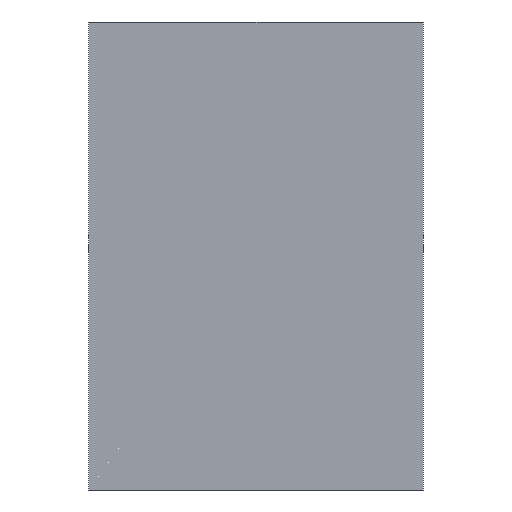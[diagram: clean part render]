
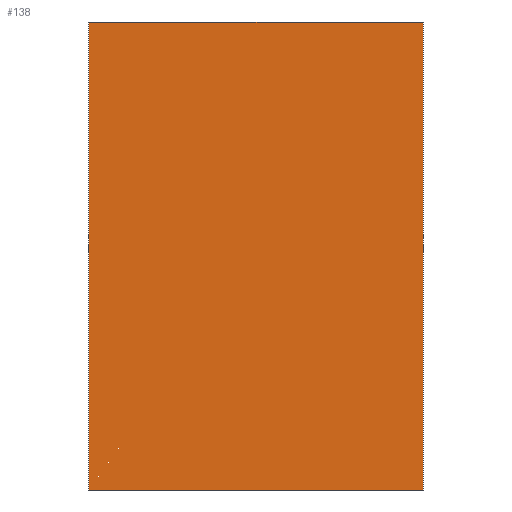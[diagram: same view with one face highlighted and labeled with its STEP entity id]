
A CAD part, front view. The second image highlights one B-rep face of the part: STEP entity #138.
In plain terms, the highlighted planar face has unit normal (0, -1, 0).
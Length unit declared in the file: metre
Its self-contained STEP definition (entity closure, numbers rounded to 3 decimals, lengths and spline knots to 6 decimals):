
#4 = CARTESIAN_POINT('NONE', (-0.0125, 0, 0.0175));
#5 = VERTEX_POINT('NONE', #4);
#6 = CARTESIAN_POINT('NONE', (0.0125, 0, 0.0175));
#7 = VERTEX_POINT('NONE', #6);
#12 = CARTESIAN_POINT('NONE', (0.0125, 0, -0.0175));
#13 = VERTEX_POINT('NONE', #12);
#16 = CARTESIAN_POINT('NONE', (-0.0125, 0, -0.0175));
#17 = VERTEX_POINT('NONE', #16);
#20 = DIRECTION('NONE', (1, 0, 0));
#21 = VECTOR('NONE', #20, 1);
#22 = CARTESIAN_POINT('NONE', (-0.0125, 0, 0.0175));
#23 = LINE('NONE', #22, #21);
#36 = DIRECTION('NONE', (0, 0, -1));
#37 = VECTOR('NONE', #36, 1);
#38 = CARTESIAN_POINT('NONE', (0.0125, 0, 0.0175));
#39 = LINE('NONE', #38, #37);
#48 = DIRECTION('NONE', (-1, 0, 0));
#49 = VECTOR('NONE', #48, 1);
#50 = CARTESIAN_POINT('NONE', (0.0125, 0, -0.0175));
#51 = LINE('NONE', #50, #49);
#60 = DIRECTION('NONE', (0, 0, 1));
#61 = VECTOR('NONE', #60, 1);
#62 = CARTESIAN_POINT('NONE', (-0.0125, 0, -0.0175));
#63 = LINE('NONE', #62, #61);
#68 = EDGE_CURVE('NONE', #5, #7, #23, .T.);
#72 = EDGE_CURVE('NONE', #7, #13, #39, .T.);
#75 = EDGE_CURVE('NONE', #13, #17, #51, .T.);
#78 = EDGE_CURVE('NONE', #17, #5, #63, .T.);
#96 = CARTESIAN_POINT('NONE', (0, 0, -0));
#97 = DIRECTION('NONE', (0, 1, 0));
#98 = AXIS2_PLACEMENT_3D('NONE', #96, #97, $);
#99 = PLANE('NONE', #98);
#132 = ORIENTED_EDGE('NONE', *, *, #78, .F.);
#133 = ORIENTED_EDGE('NONE', *, *, #75, .F.);
#134 = ORIENTED_EDGE('NONE', *, *, #72, .F.);
#135 = ORIENTED_EDGE('NONE', *, *, #68, .F.);
#136 = EDGE_LOOP('NONE', (#132, #133, #134, #135));
#137 = FACE_BOUND('NONE', #136, .T.);
#138 = ADVANCED_FACE('NONE', (#137), #99, .F.);
